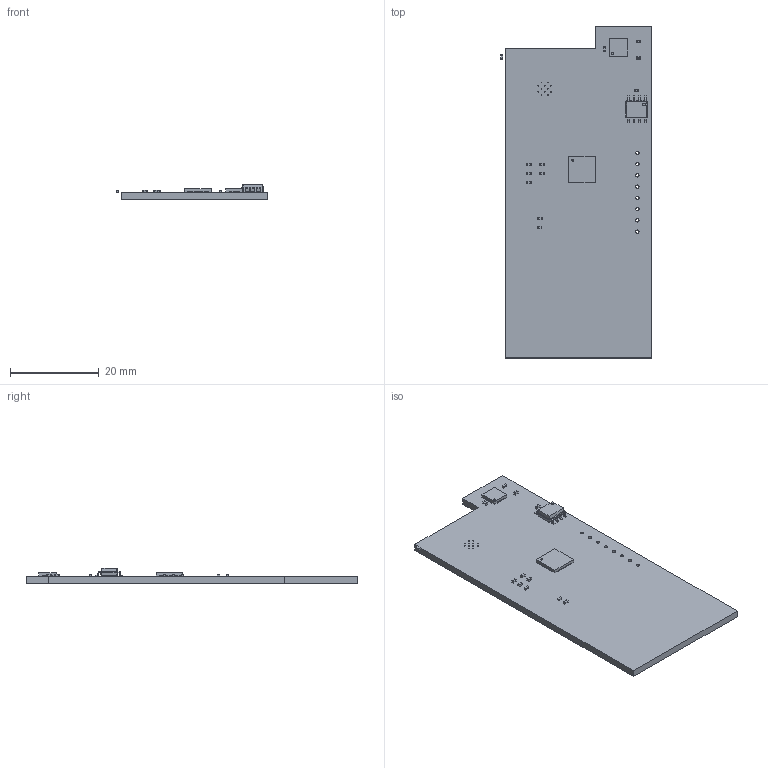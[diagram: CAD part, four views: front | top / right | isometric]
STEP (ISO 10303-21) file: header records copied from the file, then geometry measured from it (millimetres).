
FILE_DESCRIPTION(('KiCad electronic assembly'),'2;1');
FILE_NAME('popsicle.step','2024-03-31T12:24:21',('Pcbnew'),('Kicad'), 'Open CASCADE STEP processor 7.7','KiCad to STEP converter','Unknown' );
FILE_SCHEMA(('AUTOMOTIVE_DESIGN { 1 0 10303 214 1 1 1 1 }'));
Length unit declared in the file: millimetre
Products named in the file (12): popsicle 1; C_0402_1005Metric; QFN-20-1EP_4x4mm_P0.5mm_EP2.5x2.5mm; QFN-20-1EP_4x4mm_Pitch0.5mm; QFN-40-1EP_6x6mm_P0.5mm; QFN_40_1EP_6x6mm_P05mm; SOIC-8_3.9x4.9mm_P1.27mm; SOIC_8_39x49mm_P127mm; R_0402_1005Metric; _autosave-popsicle_PCB
Assembly tree (21 placements, depth 3):
  popsicle 1
    C_0402_1005Metric  x11
      C_0402_1005Metric
    QFN-20-1EP_4x4mm_P0.5mm_EP2.5x2.5mm
      QFN-20-1EP_4x4mm_Pitch0.5mm
    QFN-40-1EP_6x6mm_P0.5mm
      QFN_40_1EP_6x6mm_P05mm
    SOIC-8_3.9x4.9mm_P1.27mm
      SOIC_8_39x49mm_P127mm
    R_0402_1005Metric
      R_0402_1005Metric
    _autosave-popsicle_PCB
Bounding box: 34.03 x 74.93 x 3.4 mm (x, y, z)
Volume: 3858.8 mm3; surface area: 5364.9 mm2
Topology: 16 solids, 16 shells, 902 faces, 2472 edges, 1628 vertices
Faces by surface type: plane 655, cylinder 215, bspline 32
Full cylindrical faces by diameter (mm): 0.2 x12, 0.4 x1, 0.5 x1, 0.6 x1, 0.762 x8
Entity records: 24259 total; most frequent: CARTESIAN_POINT 3672, ORIENTED_EDGE 3504, DIRECTION 3134, EDGE_CURVE 1752, LINE 1530, VECTOR 1530, VERTEX_POINT 1148, AXIS2_PLACEMENT_3D 802
